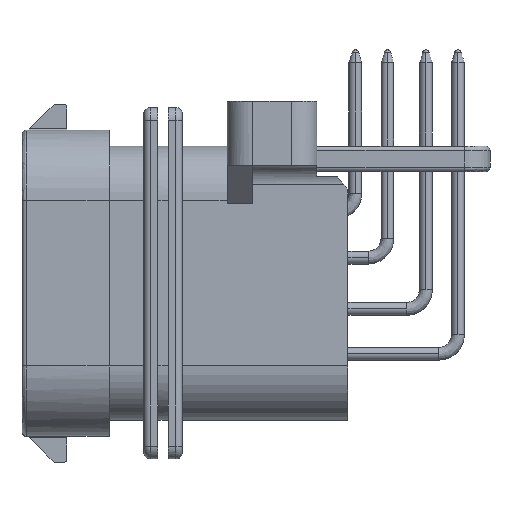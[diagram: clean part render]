
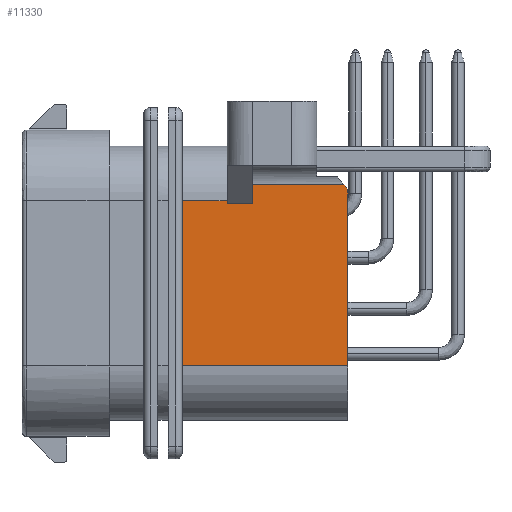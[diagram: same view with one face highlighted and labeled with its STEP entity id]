
A CAD part, left-side view. The second image highlights one B-rep face of the part: STEP entity #11330.
In plain terms, the highlighted planar face has unit normal (-1, 0, 0).
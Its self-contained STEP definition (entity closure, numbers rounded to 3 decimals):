
#10307=CARTESIAN_POINT('',(-13.25,-25.419,6.959));
#10308=VERTEX_POINT('',#10307);
#10316=CARTESIAN_POINT('',(-13.25,-25.42,-6.45));
#10317=VERTEX_POINT('',#10316);
#10318=CARTESIAN_POINT('',(-13.25,-25.419,6.959));
#10319=DIRECTION('',(0.,0.,-1.));
#10320=VECTOR('',#10319,13.409);
#10321=LINE('',#10318,#10320);
#10322=EDGE_CURVE('',#10308,#10317,#10321,.T.);
#11239=CARTESIAN_POINT('',(-13.25,-12.5,-6.45));
#11240=VERTEX_POINT('',#11239);
#11241=CARTESIAN_POINT('',(-13.25,-25.42,-6.45));
#11242=DIRECTION('',(0.,1.,0.));
#11243=VECTOR('',#11242,12.92);
#11244=LINE('',#11241,#11243);
#11245=EDGE_CURVE('',#10317,#11240,#11244,.T.);
#11258=CARTESIAN_POINT('',(-13.25,-6.8,6.45));
#11259=DIRECTION('',(0.,0.,1.));
#11260=DIRECTION('',(-1.,0.,0.));
#11261=AXIS2_PLACEMENT_3D('',#11258,#11260,#11259);
#11262=PLANE('',#11261);
#11263=ORIENTED_EDGE('',*,*,#10322,.F.);
#11264=CARTESIAN_POINT('',(-13.25,-25.207,7.576));
#11265=VERTEX_POINT('',#11264);
#11266=CARTESIAN_POINT('',(-13.25,-24.419,6.96));
#11267=DIRECTION('',(0.,-1.,-0.001));
#11268=DIRECTION('',(-1.,0.,0.));
#11269=AXIS2_PLACEMENT_3D('',#11266,#11268,#11267);
#11270=CIRCLE('',#11269,1.001);
#11271=EDGE_CURVE('',#10308,#11265,#11270,.T.);
#11272=ORIENTED_EDGE('',*,*,#11271,.T.);
#11273=CARTESIAN_POINT('',(-13.25,-25.109,7.7));
#11274=VERTEX_POINT('',#11273);
#11275=CARTESIAN_POINT('',(-13.25,-25.207,7.576));
#11276=DIRECTION('',(0.,0.617,0.787));
#11277=VECTOR('',#11276,0.158);
#11278=LINE('',#11275,#11277);
#11279=EDGE_CURVE('',#11265,#11274,#11278,.T.);
#11280=ORIENTED_EDGE('',*,*,#11279,.T.);
#11281=CARTESIAN_POINT('',(-13.25,-18.,7.7));
#11282=VERTEX_POINT('',#11281);
#11283=CARTESIAN_POINT('',(-13.25,-25.109,7.7));
#11284=DIRECTION('',(0.,1.,0.));
#11285=VECTOR('',#11284,7.109);
#11286=LINE('',#11283,#11285);
#11287=EDGE_CURVE('',#11274,#11282,#11286,.T.);
#11288=ORIENTED_EDGE('',*,*,#11287,.T.);
#11289=CARTESIAN_POINT('',(-13.25,-18.,6.2));
#11290=VERTEX_POINT('',#11289);
#11291=CARTESIAN_POINT('',(-13.25,-18.,7.7));
#11292=DIRECTION('',(0.,0.,-1.));
#11293=VECTOR('',#11292,1.5);
#11294=LINE('',#11291,#11293);
#11295=EDGE_CURVE('',#11282,#11290,#11294,.T.);
#11296=ORIENTED_EDGE('',*,*,#11295,.T.);
#11297=CARTESIAN_POINT('',(-13.25,-16.,6.2));
#11298=VERTEX_POINT('',#11297);
#11299=CARTESIAN_POINT('',(-13.25,-18.,6.2));
#11300=DIRECTION('',(0.,1.,0.));
#11301=VECTOR('',#11300,2.);
#11302=LINE('',#11299,#11301);
#11303=EDGE_CURVE('',#11290,#11298,#11302,.T.);
#11304=ORIENTED_EDGE('',*,*,#11303,.T.);
#11305=CARTESIAN_POINT('',(-13.25,-16.,6.45));
#11306=VERTEX_POINT('',#11305);
#11307=CARTESIAN_POINT('',(-13.25,-16.,6.2));
#11308=DIRECTION('',(0.,0.,1.));
#11309=VECTOR('',#11308,0.25);
#11310=LINE('',#11307,#11309);
#11311=EDGE_CURVE('',#11298,#11306,#11310,.T.);
#11312=ORIENTED_EDGE('',*,*,#11311,.T.);
#11313=CARTESIAN_POINT('',(-13.25,-12.5,6.45));
#11314=VERTEX_POINT('',#11313);
#11315=CARTESIAN_POINT('',(-13.25,-16.,6.45));
#11316=DIRECTION('',(0.,1.,0.));
#11317=VECTOR('',#11316,3.5);
#11318=LINE('',#11315,#11317);
#11319=EDGE_CURVE('',#11306,#11314,#11318,.T.);
#11320=ORIENTED_EDGE('',*,*,#11319,.T.);
#11321=CARTESIAN_POINT('',(-13.25,-12.5,6.45));
#11322=DIRECTION('',(0.,0.,-1.));
#11323=VECTOR('',#11322,12.9);
#11324=LINE('',#11321,#11323);
#11325=EDGE_CURVE('',#11314,#11240,#11324,.T.);
#11326=ORIENTED_EDGE('',*,*,#11325,.T.);
#11327=ORIENTED_EDGE('',*,*,#11245,.F.);
#11328=EDGE_LOOP('',(#11263,#11272,#11280,#11288,#11296,#11304,#11312,#11320,#11326,#11327));
#11329=FACE_OUTER_BOUND('',#11328,.T.);
#11330=ADVANCED_FACE('',(#11329),#11262,.T.);
